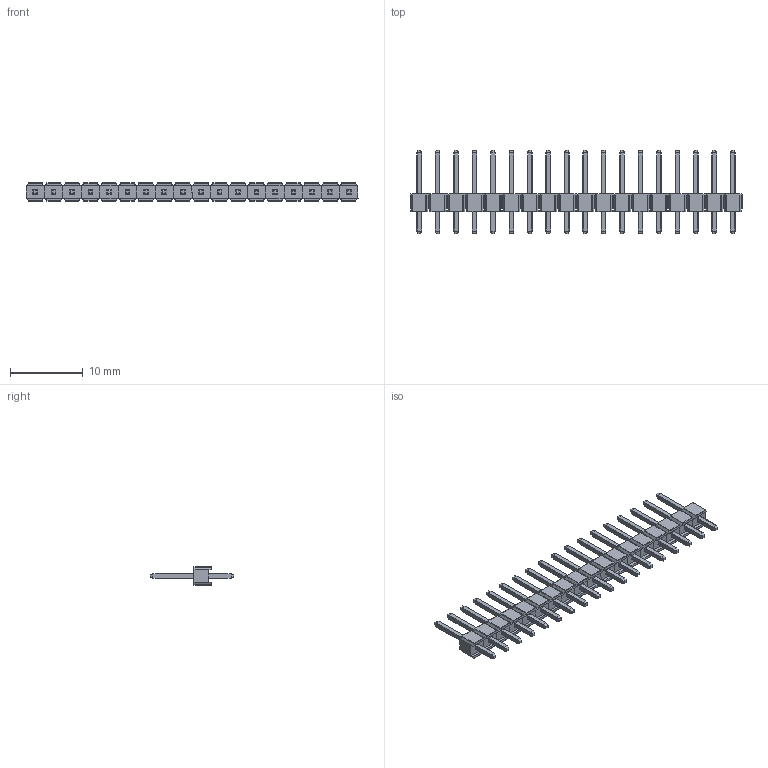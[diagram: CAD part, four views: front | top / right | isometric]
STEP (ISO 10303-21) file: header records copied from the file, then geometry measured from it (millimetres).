
FILE_DESCRIPTION (( 'STEP AP214' ), '1' );
FILE_NAME ('PH1-18-UA.STEP', '2019-04-15T16:54:43', ( '' ), ( '' ), 'SwSTEP 2.0', 'SolidWorks 2014', '' );
FILE_SCHEMA (( 'AUTOMOTIVE_DESIGN' ));
Length unit declared in the file: millimetre
Products named in the file (1): PH1-18-UA
Bounding box: 45.73 x 11.55 x 2.5 mm (x, y, z)
Volume: 307.3 mm3; surface area: 1256.1 mm2
Topology: 54 solids, 54 shells, 1908 faces, 4680 edges, 2736 vertices
Faces by surface type: cylinder 864, plane 756, torus 144, sphere 144
Entity records: 54587 total; most frequent: CARTESIAN_POINT 11125, ORIENTED_EDGE 9072, DIRECTION 9002, EDGE_CURVE 4536, AXIS2_PLACEMENT_3D 3205, VERTEX_POINT 2736, VECTOR 2592, LINE 2592
